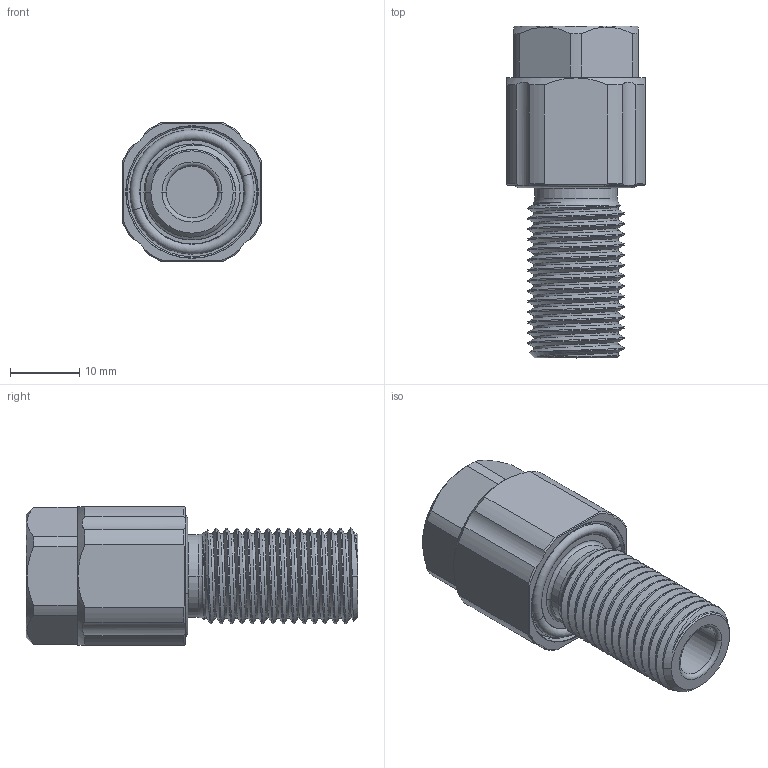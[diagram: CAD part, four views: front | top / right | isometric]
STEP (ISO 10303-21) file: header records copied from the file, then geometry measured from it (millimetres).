
FILE_DESCRIPTION (( 'STEP AP214' ), '1' );
FILE_NAME ('WLP-M14-9.5MM-PUBLIC.step', '2021-08-12T23:40:06', ( '' ), ( '' ), 'SwSTEP 2.0', 'SolidWorks 2020', '' );
FILE_SCHEMA (( 'AUTOMOTIVE_DESIGN' ));
Length unit declared in the file: foot
Products named in the file (1): WLP-M14-9.5MM-PUBLIC
Bounding box: 20 x 48 x 20 mm (x, y, z)
Volume: 9288.1 mm3; surface area: 5155.6 mm2
Topology: 3 solids, 3 shells, 132 faces, 334 edges, 210 vertices
Faces by surface type: cylinder 56, cone 29, plane 28, torus 16, bspline 3
Entity records: 8569 total; most frequent: CARTESIAN_POINT 3838, ORIENTED_EDGE 668, DIRECTION 579, EDGE_CURVE 334, AXIS2_PLACEMENT_3D 242, VERTEX_POINT 210, EDGE_LOOP 138, DIMENSIONAL_EXPONENTS 137
